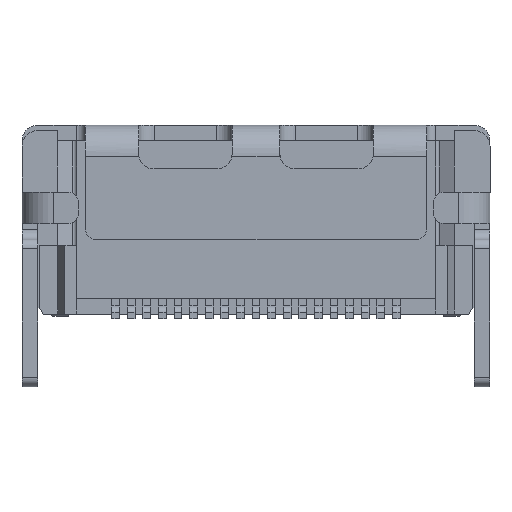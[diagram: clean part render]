
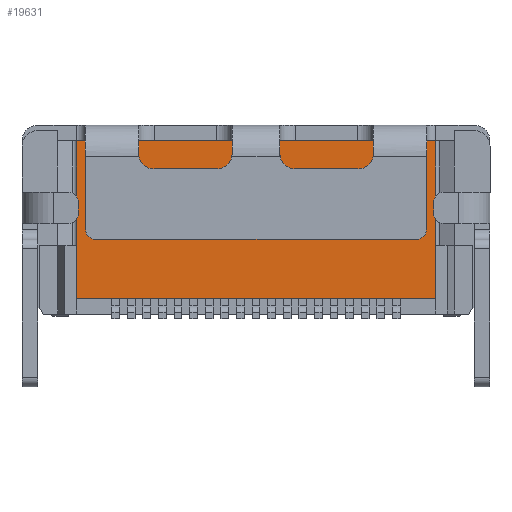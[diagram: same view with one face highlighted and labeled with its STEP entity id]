
A CAD part, front view. The second image highlights one B-rep face of the part: STEP entity #19631.
In plain terms, the highlighted planar face has unit normal (0, -1, 0).
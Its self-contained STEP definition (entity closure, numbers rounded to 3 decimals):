
#2858=ORIENTED_EDGE('',*,*,#8182,.F.);
#2859=ORIENTED_EDGE('',*,*,#7635,.T.);
#2860=ORIENTED_EDGE('',*,*,#8183,.T.);
#2861=ORIENTED_EDGE('',*,*,#7616,.T.);
#2862=ORIENTED_EDGE('',*,*,#8184,.T.);
#2863=ORIENTED_EDGE('',*,*,#8185,.F.);
#7616=EDGE_CURVE('',#10498,#10345,#12429,.T.);
#7635=EDGE_CURVE('',#10339,#10508,#12444,.T.);
#8182=EDGE_CURVE('',#10339,#10837,#12881,.T.);
#8183=EDGE_CURVE('',#10508,#10498,#12882,.T.);
#8184=EDGE_CURVE('',#10345,#10838,#12883,.T.);
#8185=EDGE_CURVE('',#10837,#10838,#12884,.T.);
#10339=VERTEX_POINT('',#28788);
#10345=VERTEX_POINT('',#28805);
#10498=VERTEX_POINT('',#29150);
#10508=VERTEX_POINT('',#29189);
#10837=VERTEX_POINT('',#30223);
#10838=VERTEX_POINT('',#30226);
#12429=LINE('',#29152,#14784);
#12444=LINE('',#29190,#14799);
#12881=LINE('',#30222,#15236);
#12882=LINE('',#30224,#15237);
#12883=LINE('',#30225,#15238);
#12884=LINE('',#30227,#15239);
#14784=VECTOR('',#23349,1000.);
#14799=VECTOR('',#23390,1000.);
#15236=VECTOR('',#24361,1000.);
#15237=VECTOR('',#24362,1000.);
#15238=VECTOR('',#24363,1000.);
#15239=VECTOR('',#24364,1000.);
#16904=EDGE_LOOP('',(#2858,#2859,#2860,#2861,#2862,#2863));
#17935=FACE_BOUND('',#16904,.T.);
#18859=PLANE('',#21236);
#19631=ADVANCED_FACE('',(#17935),#18859,.T.);
#21236=AXIS2_PLACEMENT_3D('',#30221,#24359,#24360);
#23349=DIRECTION('',(0.,0.,-1.));
#23390=DIRECTION('',(0.,0.,1.));
#24359=DIRECTION('',(0.,-1.,0.));
#24360=DIRECTION('',(0.,0.,-1.));
#24361=DIRECTION('',(0.,0.,-1.));
#24362=DIRECTION('',(-1.,0.,0.));
#24363=DIRECTION('',(0.,0.,-1.));
#24364=DIRECTION('',(-1.,0.,0.));
#28788=CARTESIAN_POINT('',(5.75,-2.,-1.815));
#28805=CARTESIAN_POINT('',(-5.75,-2.,-1.815));
#29150=CARTESIAN_POINT('',(-5.75,-2.,1.535));
#29152=CARTESIAN_POINT('',(-5.75,-2.,1.535));
#29189=CARTESIAN_POINT('',(5.75,-2.,1.535));
#29190=CARTESIAN_POINT('',(5.75,-2.,-1.815));
#30221=CARTESIAN_POINT('',(6.49,-2.,1.025));
#30222=CARTESIAN_POINT('',(5.75,-2.,-1.815));
#30223=CARTESIAN_POINT('',(5.75,-2.,-3.515));
#30224=CARTESIAN_POINT('',(-6.49,-2.,1.535));
#30225=CARTESIAN_POINT('',(-5.75,-2.,-1.815));
#30226=CARTESIAN_POINT('',(-5.75,-2.,-3.515));
#30227=CARTESIAN_POINT('',(5.75,-2.,-3.515));
